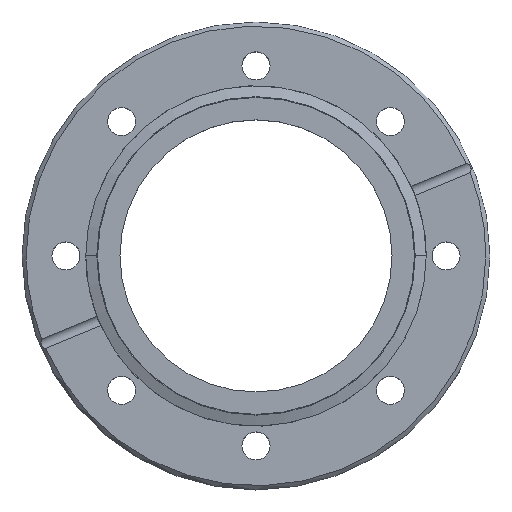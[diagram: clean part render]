
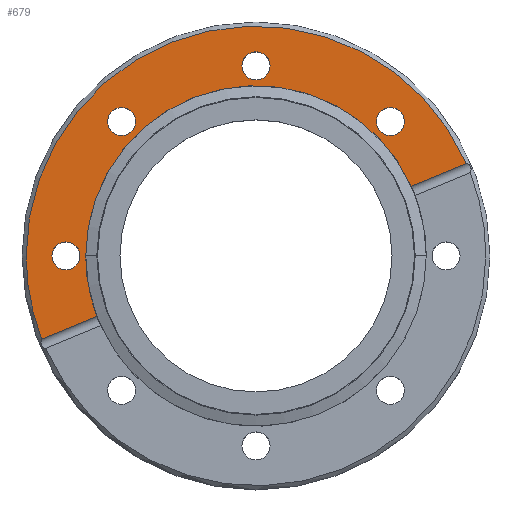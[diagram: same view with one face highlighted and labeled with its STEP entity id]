
A CAD part, top view. The second image highlights one B-rep face of the part: STEP entity #679.
In plain terms, the highlighted planar face has unit normal (0, 0, 1).
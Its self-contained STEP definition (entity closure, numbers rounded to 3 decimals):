
#7 = CARTESIAN_POINT ( 'NONE',  ( 0., 0., 0. ) ) ;
#19 = ORIENTED_EDGE ( 'NONE', *, *, #1317, .F. ) ;
#50 = ORIENTED_EDGE ( 'NONE', *, *, #2121, .T. ) ;
#61 = AXIS2_PLACEMENT_3D ( 'NONE', #2651, #2616, #2583 ) ;
#62 = CARTESIAN_POINT ( 'NONE',  ( -32.598, 32.598, 0. ) ) ;
#79 = CARTESIAN_POINT ( 'NONE',  ( 32.598, 32.598, 0. ) ) ;
#103 = DIRECTION ( 'NONE',  ( 0., 0., -1. ) ) ;
#117 = EDGE_CURVE ( 'NONE', #593, #540, #1815, .T. ) ;
#130 = AXIS2_PLACEMENT_3D ( 'NONE', #820, #1885, #1402 ) ;
#149 = CIRCLE ( 'NONE', #130, 3.4 ) ;
#179 = ORIENTED_EDGE ( 'NONE', *, *, #983, .F. ) ;
#210 = DIRECTION ( 'NONE',  ( 1., 0., 0. ) ) ;
#211 = ORIENTED_EDGE ( 'NONE', *, *, #1130, .F. ) ;
#231 = CIRCLE ( 'NONE', #2372, 41.3 ) ;
#255 = AXIS2_PLACEMENT_3D ( 'NONE', #7, #103, #1280 ) ;
#257 = DIRECTION ( 'NONE',  ( 0., 0., 1. ) ) ;
#278 = VERTEX_POINT ( 'NONE', #2250 ) ;
#286 = EDGE_LOOP ( 'NONE', ( #19, #179 ) ) ;
#298 = VERTEX_POINT ( 'NONE', #2184 ) ;
#308 = VERTEX_POINT ( 'NONE', #1699 ) ;
#329 = VECTOR ( 'NONE', #355, 1000. ) ;
#337 = DIRECTION ( 'NONE',  ( 1., 0., 0. ) ) ;
#355 = DIRECTION ( 'NONE',  ( 0.924, 0.383, 0. ) ) ;
#371 = ORIENTED_EDGE ( 'NONE', *, *, #1016, .T. ) ;
#384 = ORIENTED_EDGE ( 'NONE', *, *, #117, .T. ) ;
#392 = AXIS2_PLACEMENT_3D ( 'NONE', #2365, #1859, #2530 ) ;
#399 = DIRECTION ( 'NONE',  ( 0., 0., 1. ) ) ;
#419 = DIRECTION ( 'NONE',  ( 0.924, 0.383, 0. ) ) ;
#469 = VERTEX_POINT ( 'NONE', #1541 ) ;
#484 = FACE_OUTER_BOUND ( 'NONE', #1730, .T. ) ;
#520 = CARTESIAN_POINT ( 'NONE',  ( -42.7, 0., 0. ) ) ;
#540 = VERTEX_POINT ( 'NONE', #2048 ) ;
#567 = CARTESIAN_POINT ( 'NONE',  ( -41.3, 0., 0. ) ) ;
#581 = DIRECTION ( 'NONE',  ( 0., 0., 1. ) ) ;
#593 = VERTEX_POINT ( 'NONE', #2489 ) ;
#679 = ADVANCED_FACE ( 'NONE', ( #2022, #2639, #2255, #1556, #484 ), #1277, .F. ) ;
#697 = CARTESIAN_POINT ( 'NONE',  ( -68.963, -27.266, 0. ) ) ;
#774 = CARTESIAN_POINT ( 'NONE',  ( -35.998, 32.598, 0. ) ) ;
#784 = CARTESIAN_POINT ( 'NONE',  ( -49.5, 0., 0. ) ) ;
#786 = CIRCLE ( 'NONE', #2189, 3.4 ) ;
#790 = DIRECTION ( 'NONE',  ( 0., 0., 1. ) ) ;
#817 = CIRCLE ( 'NONE', #1151, 55.75 ) ;
#820 = CARTESIAN_POINT ( 'NONE',  ( 0., 46.1, 0. ) ) ;
#848 = EDGE_LOOP ( 'NONE', ( #211, #2486 ) ) ;
#892 = EDGE_CURVE ( 'NONE', #469, #593, #817, .T. ) ;
#907 = EDGE_LOOP ( 'NONE', ( #1741, #1942 ) ) ;
#920 = ORIENTED_EDGE ( 'NONE', *, *, #2376, .F. ) ;
#979 = DIRECTION ( 'NONE',  ( 0., 0., 1. ) ) ;
#983 = EDGE_CURVE ( 'NONE', #308, #298, #1048, .T. ) ;
#1016 = EDGE_CURVE ( 'NONE', #2325, #278, #2580, .T. ) ;
#1032 = AXIS2_PLACEMENT_3D ( 'NONE', #2300, #1103, #1593 ) ;
#1041 = CARTESIAN_POINT ( 'NONE',  ( 0., 0., 0. ) ) ;
#1048 = CIRCLE ( 'NONE', #2519, 3.4 ) ;
#1103 = DIRECTION ( 'NONE',  ( 0., 0., 1. ) ) ;
#1121 = CIRCLE ( 'NONE', #392, 3.4 ) ;
#1130 = EDGE_CURVE ( 'NONE', #1538, #2347, #1862, .T. ) ;
#1151 = AXIS2_PLACEMENT_3D ( 'NONE', #1311, #979, #1360 ) ;
#1174 = DIRECTION ( 'NONE',  ( -1., 0., 0. ) ) ;
#1193 = EDGE_CURVE ( 'NONE', #1770, #2208, #149, .T. ) ;
#1195 = DIRECTION ( 'NONE',  ( 1., 0., 0. ) ) ;
#1199 = ORIENTED_EDGE ( 'NONE', *, *, #2491, .F. ) ;
#1225 = DIRECTION ( 'NONE',  ( 0., 0., -1. ) ) ;
#1232 = CARTESIAN_POINT ( 'NONE',  ( 51.035, 22.438, 0. ) ) ;
#1277 = PLANE ( 'NONE',  #1660 ) ;
#1280 = DIRECTION ( 'NONE',  ( -1., 0., 0. ) ) ;
#1311 = CARTESIAN_POINT ( 'NONE',  ( 0., 0., 0. ) ) ;
#1317 = EDGE_CURVE ( 'NONE', #298, #308, #2140, .T. ) ;
#1360 = DIRECTION ( 'NONE',  ( 1., 0., 0. ) ) ;
#1362 = DIRECTION ( 'NONE',  ( 0., 0., 1. ) ) ;
#1366 = DIRECTION ( 'NONE',  ( 0., 0., -1. ) ) ;
#1402 = DIRECTION ( 'NONE',  ( 1., 0., 0. ) ) ;
#1442 = CARTESIAN_POINT ( 'NONE',  ( -32.598, 32.598, 0. ) ) ;
#1538 = VERTEX_POINT ( 'NONE', #2547 ) ;
#1541 = CARTESIAN_POINT ( 'NONE',  ( -55.75, 0., 0. ) ) ;
#1556 = FACE_BOUND ( 'NONE', #286, .T. ) ;
#1593 = DIRECTION ( 'NONE',  ( 1., 0., 0. ) ) ;
#1660 = AXIS2_PLACEMENT_3D ( 'NONE', #2134, #1225, #1174 ) ;
#1667 = EDGE_CURVE ( 'NONE', #540, #2325, #231, .T. ) ;
#1699 = CARTESIAN_POINT ( 'NONE',  ( 29.198, 32.598, 0. ) ) ;
#1730 = EDGE_LOOP ( 'NONE', ( #1946, #2055, #384, #2146, #371, #50 ) ) ;
#1741 = ORIENTED_EDGE ( 'NONE', *, *, #1887, .F. ) ;
#1770 = VERTEX_POINT ( 'NONE', #1924 ) ;
#1776 = CARTESIAN_POINT ( 'NONE',  ( 3.4, 46.1, 0. ) ) ;
#1802 = CIRCLE ( 'NONE', #1911, 55.75 ) ;
#1815 = LINE ( 'NONE', #697, #2415 ) ;
#1859 = DIRECTION ( 'NONE',  ( 0., 0., 1. ) ) ;
#1862 = CIRCLE ( 'NONE', #2254, 3.4 ) ;
#1885 = DIRECTION ( 'NONE',  ( 0., 0., 1. ) ) ;
#1887 = EDGE_CURVE ( 'NONE', #2208, #1770, #1121, .T. ) ;
#1911 = AXIS2_PLACEMENT_3D ( 'NONE', #2315, #399, #210 ) ;
#1924 = CARTESIAN_POINT ( 'NONE',  ( -3.4, 46.1, 0. ) ) ;
#1942 = ORIENTED_EDGE ( 'NONE', *, *, #1193, .F. ) ;
#1946 = ORIENTED_EDGE ( 'NONE', *, *, #2326, .T. ) ;
#1956 = EDGE_LOOP ( 'NONE', ( #920, #1199 ) ) ;
#2022 = FACE_BOUND ( 'NONE', #1956, .T. ) ;
#2048 = CARTESIAN_POINT ( 'NONE',  ( -38.599, -14.689, 0. ) ) ;
#2055 = ORIENTED_EDGE ( 'NONE', *, *, #892, .T. ) ;
#2121 = EDGE_CURVE ( 'NONE', #278, #2122, #2524, .T. ) ;
#2122 = VERTEX_POINT ( 'NONE', #1232 ) ;
#2134 = CARTESIAN_POINT ( 'NONE',  ( 41.3, 0., 0. ) ) ;
#2140 = CIRCLE ( 'NONE', #1032, 3.4 ) ;
#2141 = CARTESIAN_POINT ( 'NONE',  ( -46.1, 0., 0. ) ) ;
#2146 = ORIENTED_EDGE ( 'NONE', *, *, #1667, .T. ) ;
#2166 = DIRECTION ( 'NONE',  ( 1., 0., 0. ) ) ;
#2184 = CARTESIAN_POINT ( 'NONE',  ( 35.998, 32.598, 0. ) ) ;
#2189 = AXIS2_PLACEMENT_3D ( 'NONE', #1442, #1362, #337 ) ;
#2208 = VERTEX_POINT ( 'NONE', #1776 ) ;
#2209 = CIRCLE ( 'NONE', #61, 3.4 ) ;
#2224 = VERTEX_POINT ( 'NONE', #784 ) ;
#2250 = CARTESIAN_POINT ( 'NONE',  ( 37.681, 16.907, 0. ) ) ;
#2254 = AXIS2_PLACEMENT_3D ( 'NONE', #62, #257, #2166 ) ;
#2255 = FACE_BOUND ( 'NONE', #907, .T. ) ;
#2271 = CIRCLE ( 'NONE', #2320, 3.4 ) ;
#2300 = CARTESIAN_POINT ( 'NONE',  ( 32.598, 32.598, 0. ) ) ;
#2315 = CARTESIAN_POINT ( 'NONE',  ( 0., 0., 0. ) ) ;
#2320 = AXIS2_PLACEMENT_3D ( 'NONE', #2141, #581, #1195 ) ;
#2325 = VERTEX_POINT ( 'NONE', #567 ) ;
#2326 = EDGE_CURVE ( 'NONE', #2122, #469, #1802, .T. ) ;
#2347 = VERTEX_POINT ( 'NONE', #774 ) ;
#2353 = EDGE_CURVE ( 'NONE', #2347, #1538, #786, .T. ) ;
#2365 = CARTESIAN_POINT ( 'NONE',  ( 0., 46.1, 0. ) ) ;
#2366 = VERTEX_POINT ( 'NONE', #520 ) ;
#2372 = AXIS2_PLACEMENT_3D ( 'NONE', #1041, #1366, #2500 ) ;
#2376 = EDGE_CURVE ( 'NONE', #2366, #2224, #2271, .T. ) ;
#2415 = VECTOR ( 'NONE', #419, 1000. ) ;
#2467 = DIRECTION ( 'NONE',  ( 1., 0., 0. ) ) ;
#2486 = ORIENTED_EDGE ( 'NONE', *, *, #2353, .F. ) ;
#2489 = CARTESIAN_POINT ( 'NONE',  ( -51.954, -20.221, 0. ) ) ;
#2491 = EDGE_CURVE ( 'NONE', #2224, #2366, #2209, .T. ) ;
#2500 = DIRECTION ( 'NONE',  ( -1., 0., 0. ) ) ;
#2519 = AXIS2_PLACEMENT_3D ( 'NONE', #79, #790, #2467 ) ;
#2524 = LINE ( 'NONE', #2613, #329 ) ;
#2530 = DIRECTION ( 'NONE',  ( 1., 0., 0. ) ) ;
#2547 = CARTESIAN_POINT ( 'NONE',  ( -29.198, 32.598, 0. ) ) ;
#2580 = CIRCLE ( 'NONE', #255, 41.3 ) ;
#2583 = DIRECTION ( 'NONE',  ( 1., 0., 0. ) ) ;
#2613 = CARTESIAN_POINT ( 'NONE',  ( -68.963, -27.266, 0. ) ) ;
#2616 = DIRECTION ( 'NONE',  ( 0., 0., 1. ) ) ;
#2639 = FACE_BOUND ( 'NONE', #848, .T. ) ;
#2651 = CARTESIAN_POINT ( 'NONE',  ( -46.1, 0., 0. ) ) ;
